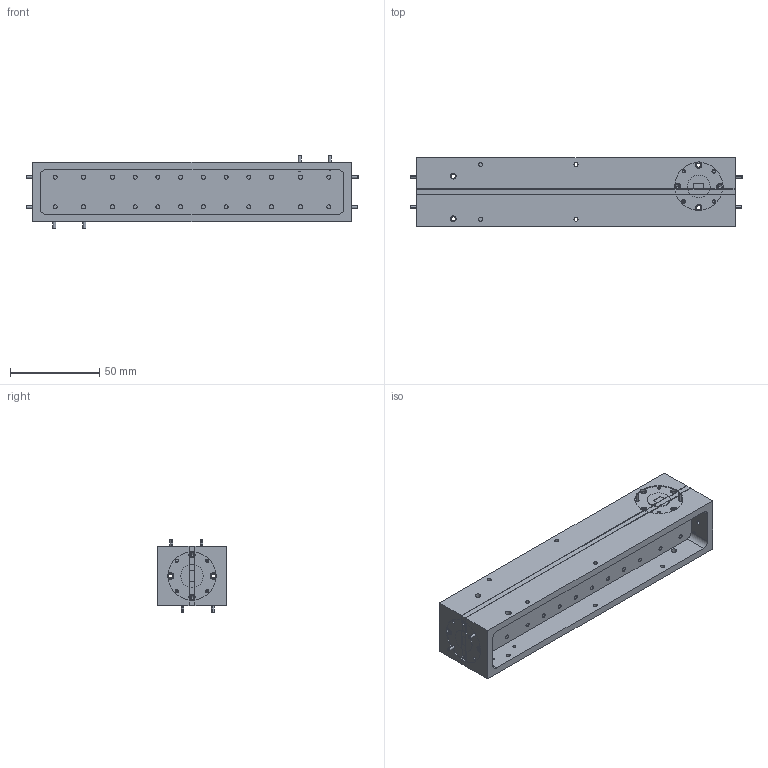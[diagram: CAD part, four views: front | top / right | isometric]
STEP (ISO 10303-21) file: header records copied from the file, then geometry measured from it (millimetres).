
FILE_DESCRIPTION (( 'STEP AP214' ), '1' );
FILE_NAME ('WD-DB-Q-A, DF.STEP', '2025-10-28T19:35:35', ( '' ), ( '' ), 'SwSTEP 2.0', 'SolidWorks 2021', '' );
FILE_SCHEMA (( 'AUTOMOTIVE_DESIGN' ));
Length unit declared in the file: inch
Products named in the file (1): WD-DB-Q-A, DF
Bounding box: 185.55 x 38.1 x 40.77 mm (x, y, z)
Volume: 114683 mm3; surface area: 87616.8 mm2
Topology: 37 solids, 45 shells, 1391 faces, 3149 edges, 1918 vertices
Faces by surface type: plane 592, cylinder 435, cone 364
Entity records: 57112 total; most frequent: CARTESIAN_POINT 7451, DIRECTION 6951, ORIENTED_EDGE 6218, EDGE_CURVE 3109, AXIS2_PLACEMENT_3D 2618, VERTEX_POINT 1918, LINE 1715, VECTOR 1715
